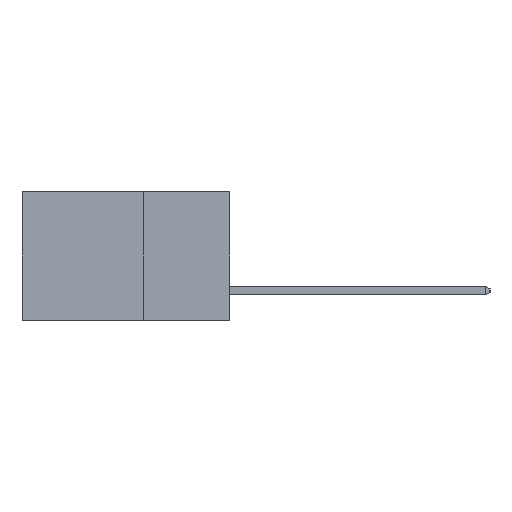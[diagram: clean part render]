
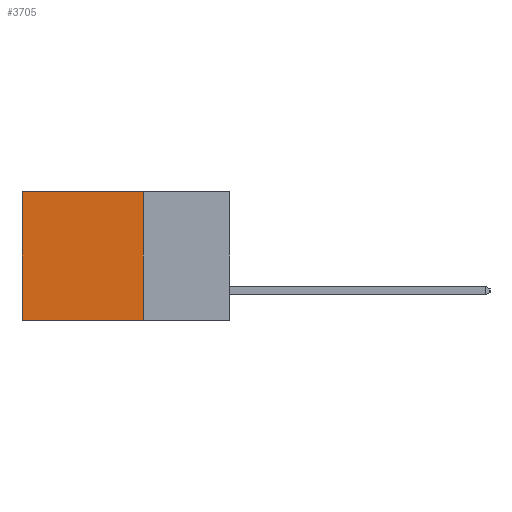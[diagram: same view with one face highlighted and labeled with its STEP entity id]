
A CAD part, left-side view. The second image highlights one B-rep face of the part: STEP entity #3705.
In plain terms, the highlighted planar face has unit normal (-1, 0, 0).
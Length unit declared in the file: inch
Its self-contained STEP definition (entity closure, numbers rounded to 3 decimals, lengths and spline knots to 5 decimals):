
#229 = CARTESIAN_POINT ( 'NONE',  ( 0.298, 0.25, 0. ) ) ;
#2851 = ORIENTED_EDGE ( 'NONE', *, *, #26758, .F. ) ;
#2880 = AXIS2_PLACEMENT_3D ( 'NONE', #229, #15879, #17442 ) ;
#3705 = ADVANCED_FACE ( 'NONE', ( #16178 ), #8924, .F. ) ;
#4730 = ORIENTED_EDGE ( 'NONE', *, *, #26739, .T. ) ;
#5096 = EDGE_LOOP ( 'NONE', ( #24620, #13122, #2851, #4730 ) ) ;
#5402 = VERTEX_POINT ( 'NONE', #6890 ) ;
#5430 = VECTOR ( 'NONE', #26022, 39.37008 ) ;
#6890 = CARTESIAN_POINT ( 'NONE',  ( 0.298, 0.6, -0.37 ) ) ;
#8003 = VECTOR ( 'NONE', #14248, 39.37008 ) ;
#8267 = VERTEX_POINT ( 'NONE', #20694 ) ;
#8272 = VECTOR ( 'NONE', #19859, 39.37008 ) ;
#8302 = CARTESIAN_POINT ( 'NONE',  ( 0.298, 0.6, 0. ) ) ;
#8924 = PLANE ( 'NONE',  #2880 ) ;
#10109 = CARTESIAN_POINT ( 'NONE',  ( 0.298, 0.25, 0. ) ) ;
#11237 = EDGE_CURVE ( 'NONE', #16931, #5402, #21946, .T. ) ;
#12842 = VECTOR ( 'NONE', #20347, 39.37008 ) ;
#13122 = ORIENTED_EDGE ( 'NONE', *, *, #18023, .F. ) ;
#13658 = CARTESIAN_POINT ( 'NONE',  ( 0.298, 0.25, -0.37 ) ) ;
#14248 = DIRECTION ( 'NONE',  ( 0., 1., 0. ) ) ;
#15581 = VERTEX_POINT ( 'NONE', #18560 ) ;
#15879 = DIRECTION ( 'NONE',  ( 1., 0., 0. ) ) ;
#16178 = FACE_OUTER_BOUND ( 'NONE', #5096, .T. ) ;
#16931 = VERTEX_POINT ( 'NONE', #8302 ) ;
#17442 = DIRECTION ( 'NONE',  ( 0., 0., -1. ) ) ;
#18023 = EDGE_CURVE ( 'NONE', #8267, #5402, #25389, .T. ) ;
#18560 = CARTESIAN_POINT ( 'NONE',  ( 0.298, 0.25, 0. ) ) ;
#18965 = LINE ( 'NONE', #10109, #12842 ) ;
#19859 = DIRECTION ( 'NONE',  ( 0., 1., 0. ) ) ;
#20347 = DIRECTION ( 'NONE',  ( 0., 0., -1. ) ) ;
#20694 = CARTESIAN_POINT ( 'NONE',  ( 0.298, 0.25, -0.37 ) ) ;
#21840 = CARTESIAN_POINT ( 'NONE',  ( 0.298, 0.6, 0. ) ) ;
#21946 = LINE ( 'NONE', #21840, #5430 ) ;
#23802 = LINE ( 'NONE', #26609, #8003 ) ;
#24620 = ORIENTED_EDGE ( 'NONE', *, *, #11237, .T. ) ;
#25389 = LINE ( 'NONE', #13658, #8272 ) ;
#26022 = DIRECTION ( 'NONE',  ( 0., 0., -1. ) ) ;
#26609 = CARTESIAN_POINT ( 'NONE',  ( 0.298, 0.25, 0. ) ) ;
#26739 = EDGE_CURVE ( 'NONE', #15581, #16931, #23802, .T. ) ;
#26758 = EDGE_CURVE ( 'NONE', #15581, #8267, #18965, .T. ) ;
